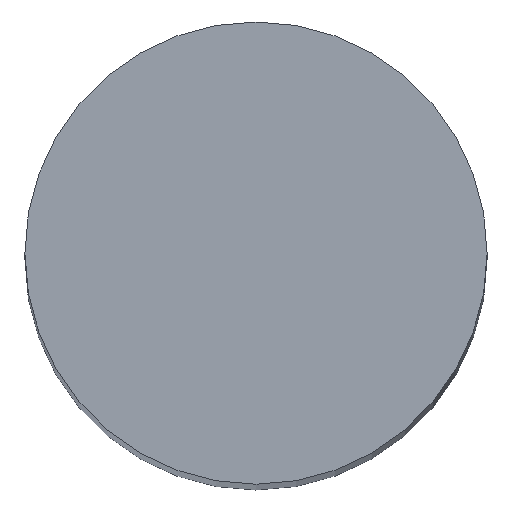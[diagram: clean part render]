
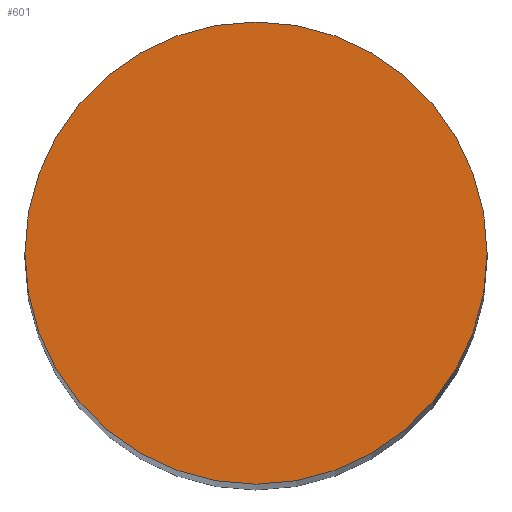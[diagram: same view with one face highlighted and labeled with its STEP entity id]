
A CAD part, top view. The second image highlights one B-rep face of the part: STEP entity #601.
In plain terms, the highlighted planar face has unit normal (0, 0, 1).
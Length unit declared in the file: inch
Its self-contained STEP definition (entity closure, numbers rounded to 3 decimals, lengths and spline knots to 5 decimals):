
#39=PLANE('',#665);
#53=FACE_OUTER_BOUND('',#88,.T.);
#88=EDGE_LOOP('',(#408,#409));
#175=CIRCLE('',#666,0.555);
#176=CIRCLE('',#667,0.555);
#245=VERTEX_POINT('',#1003);
#246=VERTEX_POINT('',#1004);
#315=EDGE_CURVE('',#245,#246,#175,.T.);
#316=EDGE_CURVE('',#246,#245,#176,.T.);
#408=ORIENTED_EDGE('',*,*,#315,.F.);
#409=ORIENTED_EDGE('',*,*,#316,.F.);
#601=ADVANCED_FACE('',(#53),#39,.T.);
#665=AXIS2_PLACEMENT_3D('',#1002,#777,#778);
#666=AXIS2_PLACEMENT_3D('',#1005,#779,#780);
#667=AXIS2_PLACEMENT_3D('',#1006,#781,#782);
#777=DIRECTION('center_axis',(0.,0.,1.));
#778=DIRECTION('ref_axis',(1.,0.,0.));
#779=DIRECTION('center_axis',(0.,0.,-1.));
#780=DIRECTION('ref_axis',(1.,0.,0.));
#781=DIRECTION('center_axis',(0.,0.,-1.));
#782=DIRECTION('ref_axis',(1.,0.,0.));
#1002=CARTESIAN_POINT('Origin',(0.,0.555,7.94587));
#1003=CARTESIAN_POINT('',(0.,0.555,7.94587));
#1004=CARTESIAN_POINT('',(0.,-0.555,7.94587));
#1005=CARTESIAN_POINT('Origin',(0.,0.,7.94587));
#1006=CARTESIAN_POINT('Origin',(0.,0.,7.94587));
